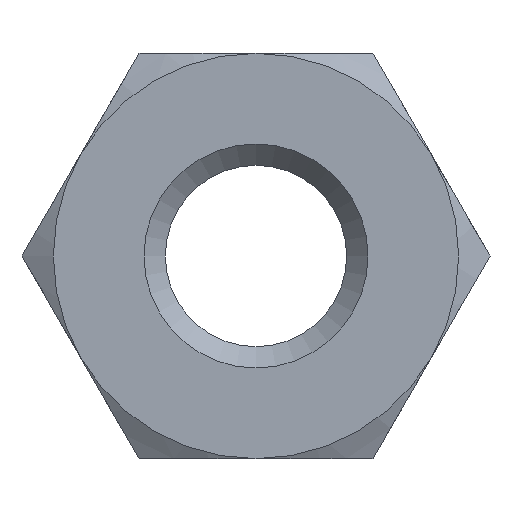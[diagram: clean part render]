
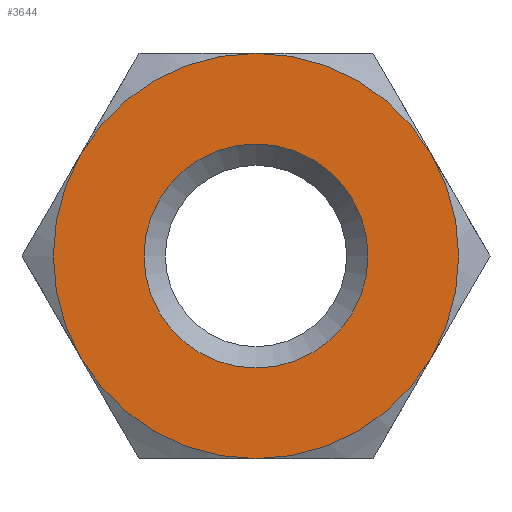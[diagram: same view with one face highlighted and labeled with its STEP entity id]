
A CAD part, front view. The second image highlights one B-rep face of the part: STEP entity #3644.
In plain terms, the highlighted planar face has unit normal (0, -1, 0).
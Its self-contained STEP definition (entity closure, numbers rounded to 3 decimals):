
#348 = CIRCLE ( 'NONE', #15351, 9.5 ) ;
#461 = DIRECTION ( 'NONE',  ( -1., 0., 0. ) ) ;
#651 = EDGE_CURVE ( 'NONE', #8743, #8743, #821, .T. ) ;
#821 = CIRCLE ( 'NONE', #15325, 5.25 ) ;
#1716 = DIRECTION ( 'NONE',  ( 0., 1., 0. ) ) ;
#3286 = DIRECTION ( 'NONE',  ( 0., 1., 0. ) ) ;
#3343 = CARTESIAN_POINT ( 'NONE',  ( 0., 0., 0. ) ) ;
#3644 = ADVANCED_FACE ( 'NONE', ( #6590, #12086 ), #12165, .F. ) ;
#4427 = VERTEX_POINT ( 'NONE', #6812 ) ;
#4524 = CARTESIAN_POINT ( 'NONE',  ( -5.25, 0., 0. ) ) ;
#4976 = DIRECTION ( 'NONE',  ( 0., 1., 0. ) ) ;
#5963 = ORIENTED_EDGE ( 'NONE', *, *, #8016, .F. ) ;
#5965 = AXIS2_PLACEMENT_3D ( 'NONE', #14572, #4976, #13379 ) ;
#6385 = ORIENTED_EDGE ( 'NONE', *, *, #651, .T. ) ;
#6590 = FACE_BOUND ( 'NONE', #6620, .T. ) ;
#6620 = EDGE_LOOP ( 'NONE', ( #6385 ) ) ;
#6812 = CARTESIAN_POINT ( 'NONE',  ( -9.5, 0., 0. ) ) ;
#7466 = EDGE_LOOP ( 'NONE', ( #5963 ) ) ;
#7669 = CARTESIAN_POINT ( 'NONE',  ( 0., 0., 0. ) ) ;
#8016 = EDGE_CURVE ( 'NONE', #4427, #4427, #348, .T. ) ;
#8743 = VERTEX_POINT ( 'NONE', #4524 ) ;
#11665 = DIRECTION ( 'NONE',  ( -1., 0., 0. ) ) ;
#12086 = FACE_OUTER_BOUND ( 'NONE', #7466, .T. ) ;
#12165 = PLANE ( 'NONE',  #5965 ) ;
#13379 = DIRECTION ( 'NONE',  ( -1., 0., 0. ) ) ;
#14572 = CARTESIAN_POINT ( 'NONE',  ( 0., 0., 0. ) ) ;
#15325 = AXIS2_PLACEMENT_3D ( 'NONE', #7669, #1716, #461 ) ;
#15351 = AXIS2_PLACEMENT_3D ( 'NONE', #3343, #3286, #11665 ) ;
